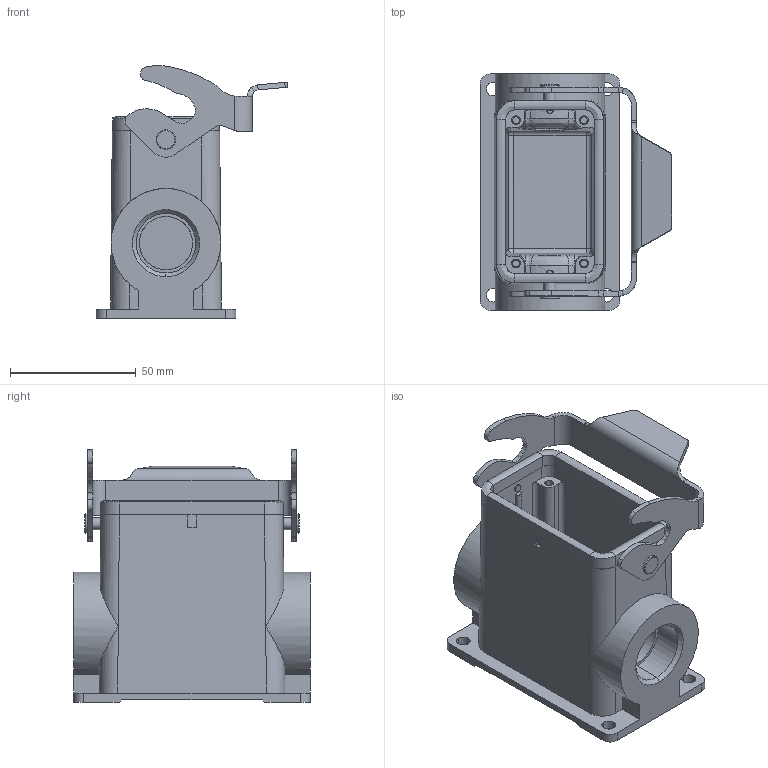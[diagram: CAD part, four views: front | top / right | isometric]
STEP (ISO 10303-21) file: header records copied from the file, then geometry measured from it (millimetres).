
FILE_DESCRIPTION(/* description */ (''),/* implementation_level */ '2;1');
FILE_NAME(/* name */ 'H10B-SFH-1L-XXX.stp',/* time_stamp */ '2022-09-04T09:05:29+08:00',/* author */ (''),/* organization */ (''),/* preprocessor_version */ 'ST-DEVELOPER v16',/* originating_system */ 'SIEMENS PLM Software NX 10.0',/* authorisation */ '');
FILE_SCHEMA (('AUTOMOTIVE_DESIGN { 1 0 10303 214 3 1 1 1 }'));
Length unit declared in the file: millimetre
Products named in the file (1): Admi14A87516cpbw
Bounding box: 76.32 x 94 x 100.64 mm (x, y, z)
Volume: 134975.6 mm3; surface area: 56985.6 mm2
Topology: 1 solids, 2 shells, 315 faces, 833 edges, 543 vertices
Faces by surface type: cylinder 144, plane 129, bspline 26, cone 12, extrusion 4
Full cylindrical faces by diameter (mm): 3 x2, 4.8 x4, 7.8 x2
Entity records: 10838 total; most frequent: CARTESIAN_POINT 3144, ORIENTED_EDGE 1634, DIRECTION 1543, EDGE_CURVE 817, AXIS2_PLACEMENT_3D 564, VERTEX_POINT 537, VECTOR 415, LINE 411
